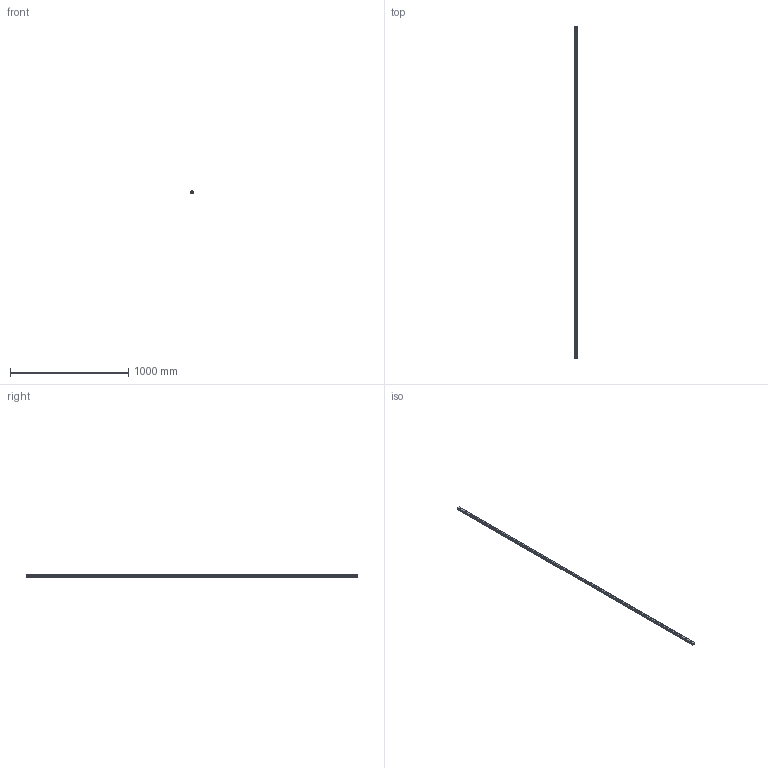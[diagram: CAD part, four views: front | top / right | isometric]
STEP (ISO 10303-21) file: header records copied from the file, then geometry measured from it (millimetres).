
FILE_DESCRIPTION(('STEP AP214'),'1');
FILE_NAME('cctmp_6361633C-FB6E-4C54-AD55-5354FC3061D7_2021_02_09_16_41_15_0400..stp','2021-02-09T15:41:15',('HIWIN GmbH'),('CADClick - www.CADClick.com'),'Spatial InterOp 3D',' ','unknown authorization');
FILE_SCHEMA(('AUTOMOTIVE_DESIGN'));
Length unit declared in the file: millimetre
Products named in the file (1): EGR25R2810C_FILE
Bounding box: 23 x 2810 x 18 mm (x, y, z)
Volume: 966286.5 mm3; surface area: 261249.2 mm2
Topology: 1 solids, 1 shells, 669 faces, 1707 edges, 1138 vertices
Faces by surface type: plane 367, cylinder 302
Entity records: 26137 total; most frequent: DIRECTION 4027, CARTESIAN_POINT 3515, ORIENTED_EDGE 3414, EDGE_CURVE 1707, AXIS2_PLACEMENT_3D 1650, VERTEX_POINT 1138, CIRCLE 792, EDGE_LOOP 767
